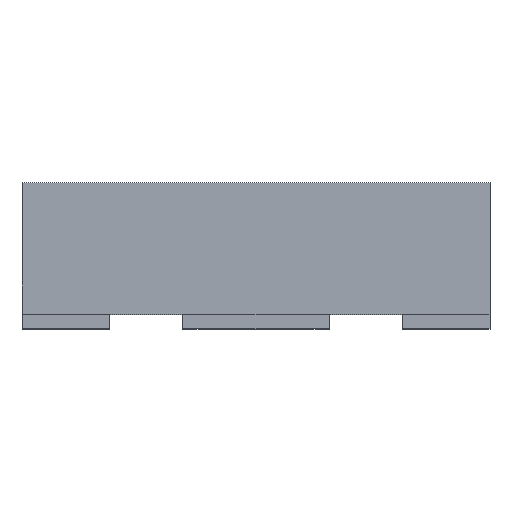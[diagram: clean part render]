
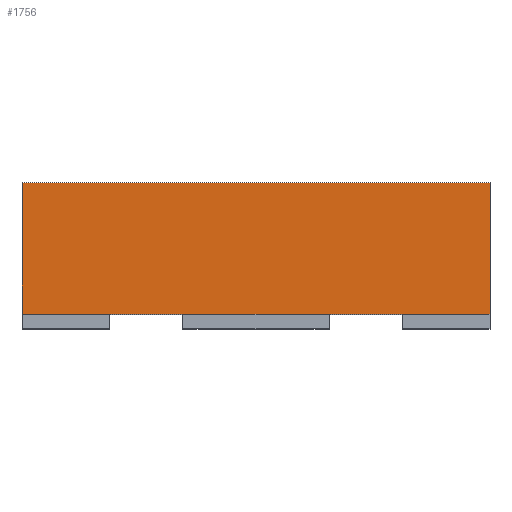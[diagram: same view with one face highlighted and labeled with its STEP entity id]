
A CAD part, top view. The second image highlights one B-rep face of the part: STEP entity #1756.
In plain terms, the highlighted planar face has unit normal (0, 0, 1).
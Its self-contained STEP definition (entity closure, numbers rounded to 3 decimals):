
#12 = DIRECTION ( 'NONE',  ( 0., -1., 0. ) ) ;
#58 = LINE ( 'NONE', #822, #525 ) ;
#83 = VECTOR ( 'NONE', #12, 1000. ) ;
#136 = FACE_OUTER_BOUND ( 'NONE', #1676, .T. ) ;
#285 = AXIS2_PLACEMENT_3D ( 'NONE', #360, #1600, #547 ) ;
#290 = LINE ( 'NONE', #681, #492 ) ;
#360 = CARTESIAN_POINT ( 'NONE',  ( 0.8, 0.45, 0.8 ) ) ;
#408 = CARTESIAN_POINT ( 'NONE',  ( 0.8, 0.45, 0.8 ) ) ;
#453 = VECTOR ( 'NONE', #1480, 1000. ) ;
#476 = CARTESIAN_POINT ( 'NONE',  ( 0.8, 0.45, 0.8 ) ) ;
#492 = VECTOR ( 'NONE', #2105, 1000. ) ;
#525 = VECTOR ( 'NONE', #1017, 1000. ) ;
#547 = DIRECTION ( 'NONE',  ( -1., 0., 0. ) ) ;
#584 = EDGE_CURVE ( 'NONE', #1048, #702, #58, .T. ) ;
#651 = ORIENTED_EDGE ( 'NONE', *, *, #1092, .T. ) ;
#681 = CARTESIAN_POINT ( 'NONE',  ( 0.8, 0.45, 0.8 ) ) ;
#702 = VERTEX_POINT ( 'NONE', #1677 ) ;
#822 = CARTESIAN_POINT ( 'NONE',  ( 0.8, 0., 0.8 ) ) ;
#1017 = DIRECTION ( 'NONE',  ( 1., 0., 0. ) ) ;
#1048 = VERTEX_POINT ( 'NONE', #1711 ) ;
#1058 = LINE ( 'NONE', #1809, #83 ) ;
#1092 = EDGE_CURVE ( 'NONE', #2217, #1048, #1058, .T. ) ;
#1107 = ORIENTED_EDGE ( 'NONE', *, *, #1485, .F. ) ;
#1183 = CARTESIAN_POINT ( 'NONE',  ( -0.8, 0.45, 0.8 ) ) ;
#1211 = VERTEX_POINT ( 'NONE', #476 ) ;
#1480 = DIRECTION ( 'NONE',  ( 1., 0., 0. ) ) ;
#1485 = EDGE_CURVE ( 'NONE', #1211, #702, #290, .T. ) ;
#1600 = DIRECTION ( 'NONE',  ( 0., 0., -1. ) ) ;
#1676 = EDGE_LOOP ( 'NONE', ( #1950, #1107, #2318, #651 ) ) ;
#1677 = CARTESIAN_POINT ( 'NONE',  ( 0.8, 0., 0.8 ) ) ;
#1711 = CARTESIAN_POINT ( 'NONE',  ( -0.8, 0., 0.8 ) ) ;
#1756 = ADVANCED_FACE ( 'NONE', ( #136 ), #1960, .F. ) ;
#1809 = CARTESIAN_POINT ( 'NONE',  ( -0.8, 0.45, 0.8 ) ) ;
#1871 = LINE ( 'NONE', #408, #453 ) ;
#1950 = ORIENTED_EDGE ( 'NONE', *, *, #584, .T. ) ;
#1960 = PLANE ( 'NONE',  #285 ) ;
#2105 = DIRECTION ( 'NONE',  ( 0., -1., 0. ) ) ;
#2121 = EDGE_CURVE ( 'NONE', #2217, #1211, #1871, .T. ) ;
#2217 = VERTEX_POINT ( 'NONE', #1183 ) ;
#2318 = ORIENTED_EDGE ( 'NONE', *, *, #2121, .F. ) ;
